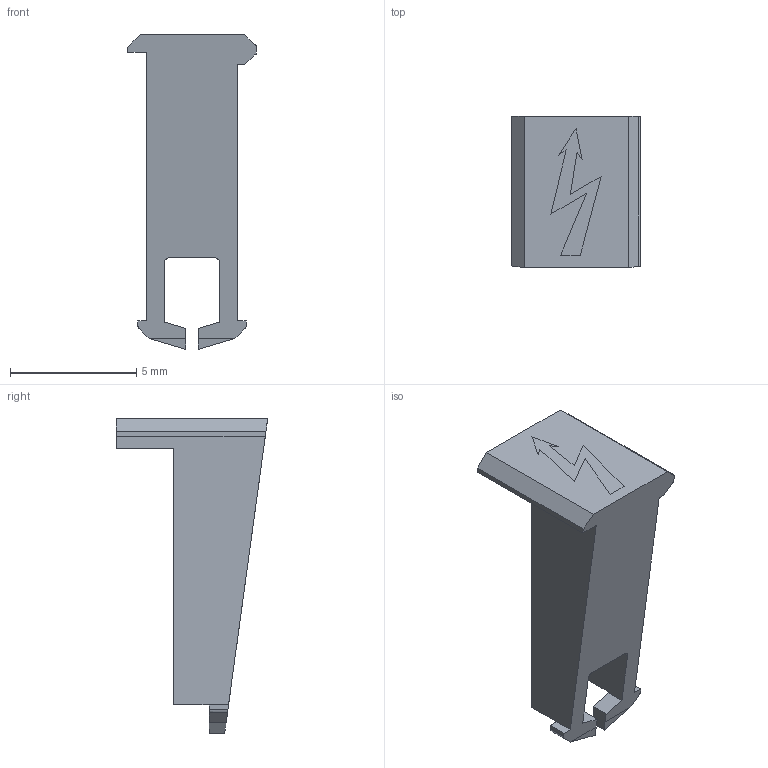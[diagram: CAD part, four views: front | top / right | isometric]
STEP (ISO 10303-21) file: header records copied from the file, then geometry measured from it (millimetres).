
FILE_DESCRIPTION(('CATIA V5R20 STEP214','CAx-IF Rec.Pracs.--- Model Styling and Organization---1.2---2011-12-15'),'2;1');
FILE_NAME ('8180616_2', '2015-09-30T12:59:19+00:00', ('Weidmueller Interface'), ('Weidmueller'), 'CATIA Version 5-6 Release 2014 SP4', 'CATIA V5 STEP AP214', 'none');
FILE_SCHEMA(('AUTOMOTIVE_DESIGN { 1 0 10303 214 1 1 1 1 }'));
Length unit declared in the file: millimetre
Products named in the file (1): 1764560000_ZAD_1_4-2_GE
Bounding box: 5.1 x 6 x 12.48 mm (x, y, z)
Volume: 125.9 mm3; surface area: 227.9 mm2
Topology: 2 solids, 2 shells, 68 faces, 183 edges, 120 vertices
Faces by surface type: plane 62, cylinder 6
Entity records: 2107 total; most frequent: CARTESIAN_POINT 389, ORIENTED_EDGE 366, DIRECTION 307, EDGE_CURVE 183, VECTOR 171, LINE 171, VERTEX_POINT 120, AXIS2_PLACEMENT_3D 72
